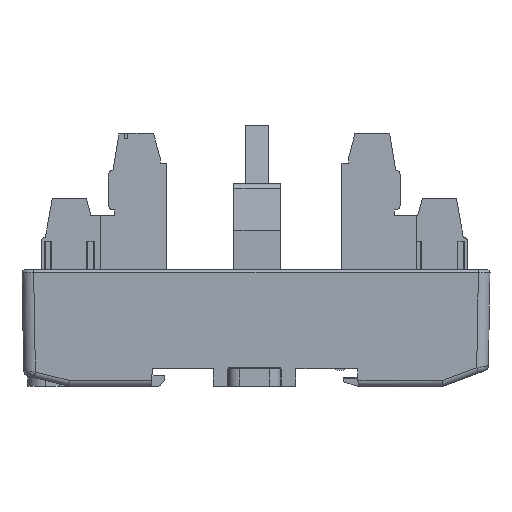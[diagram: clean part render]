
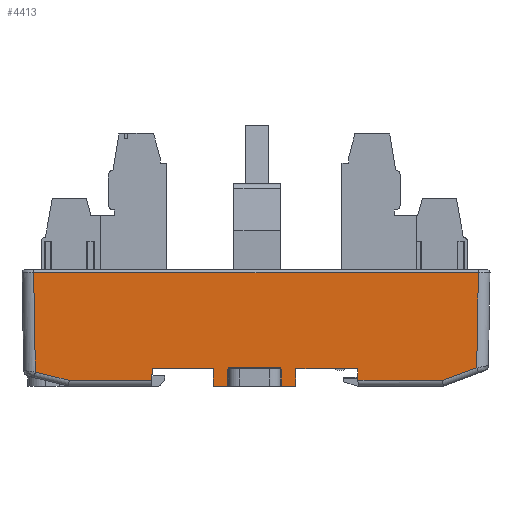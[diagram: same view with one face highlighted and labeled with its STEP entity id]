
A CAD part, left-side view. The second image highlights one B-rep face of the part: STEP entity #4413.
In plain terms, the highlighted planar face has unit normal (-1, 0, -0.018).
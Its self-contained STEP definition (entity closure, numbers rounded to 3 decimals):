
#2129=FACE_OUTER_BOUND('',#9625,.T.);
#4413=ADVANCED_FACE('',(#2129),#6806,.T.);
#6806=PLANE('',#45615);
#9625=EDGE_LOOP('',(#22897,#22898,#22899,#22900,#22901,#22902,#22903,#22904,
#22905,#22906,#22907,#22908,#22909,#22910,#22911,#22912,#22913,#22914,#22915));
#12377=LINE('',#60542,#17173);
#12385=LINE('',#60562,#17181);
#12512=LINE('',#60851,#17308);
#12709=LINE('',#61348,#17505);
#12713=LINE('',#61356,#17509);
#12717=LINE('',#61366,#17513);
#12729=LINE('',#61393,#17525);
#12733=LINE('',#61425,#17529);
#12734=LINE('',#61427,#17530);
#12741=LINE('',#61450,#17537);
#12746=LINE('',#61459,#17542);
#12747=LINE('',#61461,#17543);
#12748=LINE('',#61463,#17544);
#12752=LINE('',#61470,#17548);
#12753=LINE('',#61472,#17549);
#12759=LINE('',#61487,#17555);
#12760=LINE('',#61518,#17556);
#12761=LINE('',#61520,#17557);
#12762=LINE('',#61522,#17558);
#17173=VECTOR('',#48886,1.);
#17181=VECTOR('',#48898,1.);
#17308=VECTOR('',#49079,1.);
#17505=VECTOR('',#49512,1.);
#17509=VECTOR('',#49518,1.);
#17513=VECTOR('',#49526,1.);
#17525=VECTOR('',#49546,1.);
#17529=VECTOR('',#49564,1.);
#17530=VECTOR('',#49567,1.);
#17537=VECTOR('',#49606,1.);
#17542=VECTOR('',#49617,1.);
#17543=VECTOR('',#49620,1.);
#17544=VECTOR('',#49623,1.);
#17548=VECTOR('',#49633,1.);
#17549=VECTOR('',#49636,1.);
#17555=VECTOR('',#49660,1.);
#17556=VECTOR('',#49667,1.);
#17557=VECTOR('',#49670,1.);
#17558=VECTOR('',#49673,1.);
#22897=ORIENTED_EDGE('',*,*,#39014,.T.);
#22898=ORIENTED_EDGE('',*,*,#39059,.T.);
#22899=ORIENTED_EDGE('',*,*,#39052,.T.);
#22900=ORIENTED_EDGE('',*,*,#39057,.T.);
#22901=ORIENTED_EDGE('',*,*,#39058,.T.);
#22902=ORIENTED_EDGE('',*,*,#38770,.T.);
#22903=ORIENTED_EDGE('',*,*,#38628,.F.);
#22904=ORIENTED_EDGE('',*,*,#39034,.F.);
#22905=ORIENTED_EDGE('',*,*,#39001,.T.);
#22906=ORIENTED_EDGE('',*,*,#39039,.F.);
#22907=ORIENTED_EDGE('',*,*,#39040,.T.);
#22908=ORIENTED_EDGE('',*,*,#38996,.F.);
#22909=ORIENTED_EDGE('',*,*,#39041,.F.);
#22910=ORIENTED_EDGE('',*,*,#38992,.T.);
#22911=ORIENTED_EDGE('',*,*,#39045,.T.);
#22912=ORIENTED_EDGE('',*,*,#38618,.F.);
#22913=ORIENTED_EDGE('',*,*,#39046,.T.);
#22914=ORIENTED_EDGE('',*,*,#39022,.T.);
#22915=ORIENTED_EDGE('',*,*,#39023,.T.);
#34490=VERTEX_POINT('',#60541);
#34491=VERTEX_POINT('',#60543);
#34500=VERTEX_POINT('',#60561);
#34501=VERTEX_POINT('',#60563);
#34620=VERTEX_POINT('',#60852);
#34753=VERTEX_POINT('',#61347);
#34754=VERTEX_POINT('',#61349);
#34755=VERTEX_POINT('',#61353);
#34756=VERTEX_POINT('',#61355);
#34758=VERTEX_POINT('',#61360);
#34760=VERTEX_POINT('',#61365);
#34765=VERTEX_POINT('',#61392);
#34766=VERTEX_POINT('',#61394);
#34767=VERTEX_POINT('',#61422);
#34768=VERTEX_POINT('',#61424);
#34769=VERTEX_POINT('',#61458);
#34770=VERTEX_POINT('',#61488);
#34771=VERTEX_POINT('',#61489);
#34772=VERTEX_POINT('',#61517);
#38618=EDGE_CURVE('',#34490,#34491,#12377,.T.);
#38628=EDGE_CURVE('',#34500,#34501,#12385,.T.);
#38770=EDGE_CURVE('',#34620,#34501,#12512,.T.);
#38992=EDGE_CURVE('',#34754,#34753,#12709,.T.);
#38996=EDGE_CURVE('',#34756,#34755,#12713,.T.);
#39001=EDGE_CURVE('',#34758,#34760,#12717,.T.);
#39014=EDGE_CURVE('',#34766,#34765,#12729,.T.);
#39022=EDGE_CURVE('',#34767,#34768,#12733,.T.);
#39023=EDGE_CURVE('',#34768,#34766,#12734,.T.);
#39034=EDGE_CURVE('',#34758,#34500,#12741,.T.);
#39039=EDGE_CURVE('',#34769,#34760,#12746,.T.);
#39040=EDGE_CURVE('',#34769,#34755,#12747,.T.);
#39041=EDGE_CURVE('',#34754,#34756,#12748,.T.);
#39045=EDGE_CURVE('',#34753,#34491,#12752,.T.);
#39046=EDGE_CURVE('',#34490,#34767,#12753,.T.);
#39052=EDGE_CURVE('',#34770,#34771,#12759,.T.);
#39057=EDGE_CURVE('',#34771,#34772,#12760,.T.);
#39058=EDGE_CURVE('',#34772,#34620,#12761,.T.);
#39059=EDGE_CURVE('',#34765,#34770,#12762,.T.);
#45615=AXIS2_PLACEMENT_3D('',#61523,#49674,#49675);
#48886=DIRECTION('',(0.,1.,0.));
#48898=DIRECTION('',(0.,1.,0.));
#49079=DIRECTION('',(-0.017,-0.017,1.));
#49512=DIRECTION('',(0.,-1.,0.));
#49518=DIRECTION('',(-0.017,0.,1.));
#49526=DIRECTION('',(0.,-1.,0.));
#49546=DIRECTION('',(-0.017,-0.017,1.));
#49564=DIRECTION('',(0.,-1.,0.));
#49567=DIRECTION('',(-0.006,-0.936,0.351));
#49606=DIRECTION('',(-0.017,0.035,0.999));
#49617=DIRECTION('',(0.017,0.035,-0.999));
#49620=DIRECTION('',(0.,-1.,0.));
#49623=DIRECTION('',(-0.017,0.035,0.999));
#49633=DIRECTION('',(-0.017,-0.035,0.999));
#49636=DIRECTION('',(0.017,-0.017,-1.));
#49660=DIRECTION('',(0.017,-0.017,-1.));
#49667=DIRECTION('',(0.004,-0.97,-0.243));
#49670=DIRECTION('',(0.,-1.,0.));
#49673=DIRECTION('',(0.,1.,0.));
#49674=DIRECTION('',(-1.,0.,-0.017));
#49675=DIRECTION('',(0.017,0.,-1.));
#60541=CARTESIAN_POINT('',(-49.715,22.718,-16.491));
#60542=CARTESIAN_POINT('',(-49.715,40.2,-16.491));
#60543=CARTESIAN_POINT('',(-49.715,33.354,-16.491));
#60561=CARTESIAN_POINT('',(-49.715,47.563,-16.491));
#60562=CARTESIAN_POINT('',(-49.715,40.2,-16.491));
#60563=CARTESIAN_POINT('',(-49.715,58.049,-16.491));
#60851=CARTESIAN_POINT('',(-50.018,57.747,0.818));
#60852=CARTESIAN_POINT('',(-49.68,58.084,-18.509));
#61347=CARTESIAN_POINT('',(-49.663,33.458,-19.491));
#61348=CARTESIAN_POINT('',(-49.663,40.2,-19.491));
#61349=CARTESIAN_POINT('',(-49.663,35.804,-19.491));
#61353=CARTESIAN_POINT('',(-49.72,35.908,-16.207));
#61355=CARTESIAN_POINT('',(-49.715,35.908,-16.491));
#61356=CARTESIAN_POINT('',(-49.69,35.908,-17.943));
#61360=CARTESIAN_POINT('',(-49.663,47.458,-19.491));
#61365=CARTESIAN_POINT('',(-49.663,45.113,-19.491));
#61366=CARTESIAN_POINT('',(-49.663,40.2,-19.491));
#61392=CARTESIAN_POINT('',(-50.003,2.,0.));
#61393=CARTESIAN_POINT('',(-50.001,2.002,-0.155));
#61394=CARTESIAN_POINT('',(-49.719,2.284,-16.301));
#61422=CARTESIAN_POINT('',(-49.68,22.682,-18.509));
#61424=CARTESIAN_POINT('',(-49.68,8.172,-18.509));
#61425=CARTESIAN_POINT('',(-49.68,40.2,-18.509));
#61427=CARTESIAN_POINT('',(-49.537,29.996,-26.692));
#61450=CARTESIAN_POINT('',(-50.007,48.147,0.234));
#61458=CARTESIAN_POINT('',(-49.72,44.998,-16.207));
#61459=CARTESIAN_POINT('',(-49.705,45.03,-17.119));
#61461=CARTESIAN_POINT('',(-49.72,40.2,-16.207));
#61463=CARTESIAN_POINT('',(-49.705,35.886,-17.119));
#61470=CARTESIAN_POINT('',(-49.66,33.465,-19.666));
#61472=CARTESIAN_POINT('',(-49.705,22.707,-17.12));
#61487=CARTESIAN_POINT('',(-49.697,78.095,-17.535));
#61488=CARTESIAN_POINT('',(-50.003,78.401,0.));
#61489=CARTESIAN_POINT('',(-49.706,78.103,-17.055));
#61517=CARTESIAN_POINT('',(-49.68,72.286,-18.509));
#61518=CARTESIAN_POINT('',(-49.568,46.565,-24.939));
#61520=CARTESIAN_POINT('',(-49.68,40.2,-18.509));
#61522=CARTESIAN_POINT('',(-50.003,78.41,0.));
#61523=CARTESIAN_POINT('',(-50.012,40.2,0.511));
